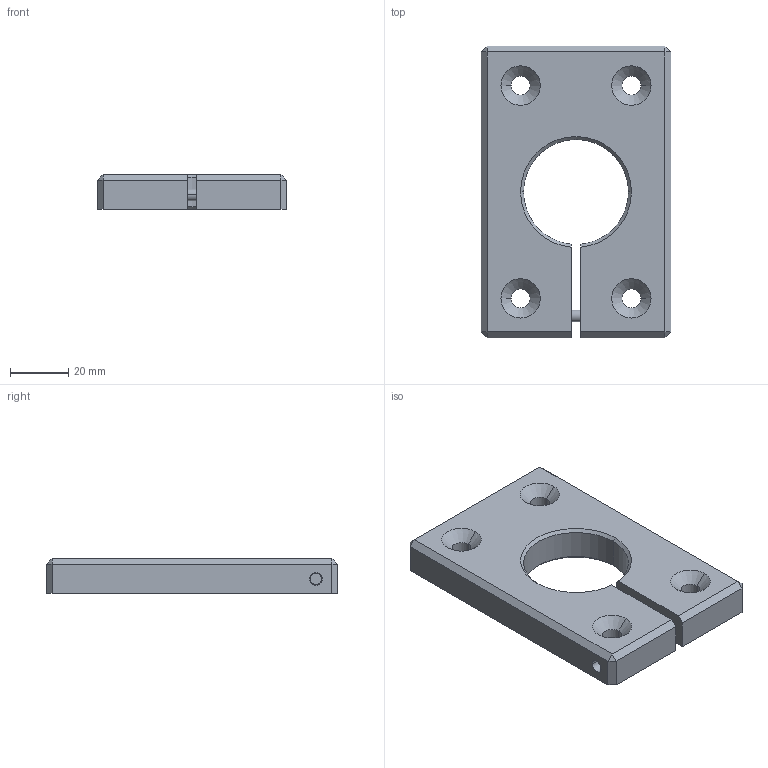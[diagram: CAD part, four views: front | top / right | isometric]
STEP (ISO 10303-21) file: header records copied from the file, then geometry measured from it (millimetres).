
FILE_DESCRIPTION (( 'STEP AP203' ), '1' );
FILE_NAME ('180-6026-04-S.STEP', '2021-04-16T10:23:33', ( '' ), ( '' ), 'SwSTEP 2.0', 'SolidWorks 2018', '' );
FILE_SCHEMA (( 'CONFIG_CONTROL_DESIGN' ));
Length unit declared in the file: millimetre
Products named in the file (2): 180-6026-04-S
Bounding box: 65 x 100 x 12 mm (x, y, z)
Volume: 61182.3 mm3; surface area: 18057.1 mm2
Topology: 2 solids, 2 shells, 406 faces, 1056 edges, 696 vertices
Faces by surface type: plane 193, bspline 151, cylinder 48, cone 14
Entity records: 20277 total; most frequent: CARTESIAN_POINT 11083, ORIENTED_EDGE 2112, DIRECTION 1374, EDGE_CURVE 1056, VERTEX_POINT 696, VECTOR 640, LINE 640, EDGE_LOOP 462
